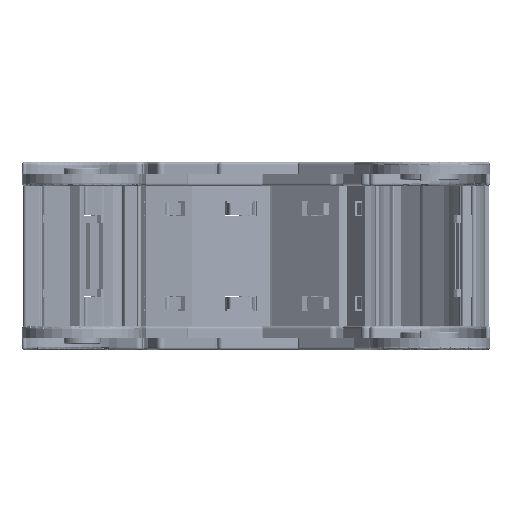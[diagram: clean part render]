
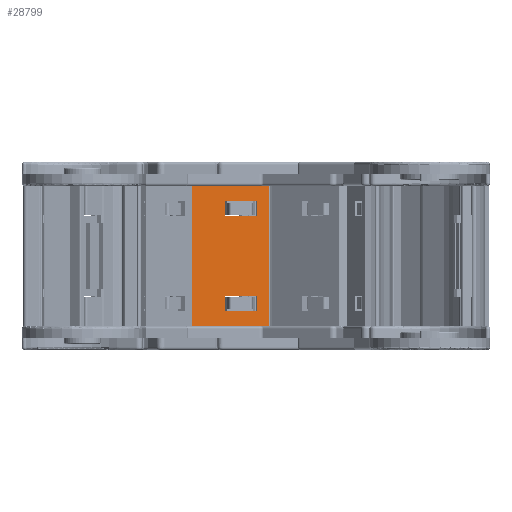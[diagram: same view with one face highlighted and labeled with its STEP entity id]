
A CAD part, left-side view. The second image highlights one B-rep face of the part: STEP entity #28799.
In plain terms, the highlighted face is planar.
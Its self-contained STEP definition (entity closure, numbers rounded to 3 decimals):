
#492 = VECTOR ( 'NONE', #17369, 1000. ) ;
#959 = CARTESIAN_POINT ( 'NONE',  ( -41.073, 70.399, -19.116 ) ) ;
#1081 = EDGE_CURVE ( 'NONE', #33655, #30983, #18075, .T. ) ;
#1209 = FACE_OUTER_BOUND ( 'NONE', #29172, .T. ) ;
#1448 = ORIENTED_EDGE ( 'NONE', *, *, #13396, .T. ) ;
#1489 = EDGE_LOOP ( 'NONE', ( #36401, #12723, #20369, #24708 ) ) ;
#2759 = AXIS2_PLACEMENT_3D ( 'NONE', #41577, #38052, #25154 ) ;
#4679 = EDGE_CURVE ( 'NONE', #37024, #32614, #24319, .T. ) ;
#4956 = VECTOR ( 'NONE', #27908, 1000. ) ;
#6506 = DIRECTION ( 'NONE',  ( 1., 0., 0. ) ) ;
#7527 = CARTESIAN_POINT ( 'NONE',  ( -41.073, 70.399, 21.684 ) ) ;
#7811 = FACE_BOUND ( 'NONE', #1489, .T. ) ;
#8919 = LINE ( 'NONE', #15843, #39431 ) ;
#9172 = LINE ( 'NONE', #18907, #10147 ) ;
#10147 = VECTOR ( 'NONE', #38658, 1000. ) ;
#10481 = VERTEX_POINT ( 'NONE', #23171 ) ;
#10948 = EDGE_CURVE ( 'NONE', #17795, #33655, #24023, .T. ) ;
#11456 = VERTEX_POINT ( 'NONE', #16920 ) ;
#12282 = EDGE_CURVE ( 'NONE', #11456, #37024, #23936, .T. ) ;
#12288 = VECTOR ( 'NONE', #17920, 1000. ) ;
#12723 = ORIENTED_EDGE ( 'NONE', *, *, #1081, .F. ) ;
#13396 = EDGE_CURVE ( 'NONE', #11456, #14462, #38610, .T. ) ;
#13680 = ORIENTED_EDGE ( 'NONE', *, *, #12282, .F. ) ;
#14068 = CARTESIAN_POINT ( 'NONE',  ( -27.073, 70.399, -25.416 ) ) ;
#14462 = VERTEX_POINT ( 'NONE', #22854 ) ;
#14581 = VERTEX_POINT ( 'NONE', #29789 ) ;
#14879 = ORIENTED_EDGE ( 'NONE', *, *, #32316, .F. ) ;
#15301 = EDGE_CURVE ( 'NONE', #14581, #21867, #33298, .T. ) ;
#15303 = VECTOR ( 'NONE', #6506, 1000. ) ;
#15843 = CARTESIAN_POINT ( 'NONE',  ( -4.593, 70.399, -32.166 ) ) ;
#15986 = VERTEX_POINT ( 'NONE', #36523 ) ;
#16140 = VECTOR ( 'NONE', #20625, 1000. ) ;
#16920 = CARTESIAN_POINT ( 'NONE',  ( -46.293, 70.399, 28.434 ) ) ;
#17369 = DIRECTION ( 'NONE',  ( 0., 0., 1. ) ) ;
#17633 = LINE ( 'NONE', #21501, #29852 ) ;
#17702 = ORIENTED_EDGE ( 'NONE', *, *, #39894, .F. ) ;
#17795 = VERTEX_POINT ( 'NONE', #35278 ) ;
#17835 = EDGE_CURVE ( 'NONE', #30983, #10481, #22082, .T. ) ;
#17920 = DIRECTION ( 'NONE',  ( -1., 0., 0. ) ) ;
#18075 = LINE ( 'NONE', #18512, #36910 ) ;
#18512 = CARTESIAN_POINT ( 'NONE',  ( -41.073, 70.399, 21.684 ) ) ;
#18907 = CARTESIAN_POINT ( 'NONE',  ( -27.073, 70.399, -19.116 ) ) ;
#20369 = ORIENTED_EDGE ( 'NONE', *, *, #10948, .F. ) ;
#20625 = DIRECTION ( 'NONE',  ( 1., 0., 0. ) ) ;
#21319 = VECTOR ( 'NONE', #22304, 1000. ) ;
#21501 = CARTESIAN_POINT ( 'NONE',  ( -41.073, 70.399, -25.416 ) ) ;
#21867 = VERTEX_POINT ( 'NONE', #41618 ) ;
#22082 = LINE ( 'NONE', #39213, #23114 ) ;
#22304 = DIRECTION ( 'NONE',  ( 0., 0., -1. ) ) ;
#22315 = VERTEX_POINT ( 'NONE', #22584 ) ;
#22551 = ORIENTED_EDGE ( 'NONE', *, *, #15301, .F. ) ;
#22584 = CARTESIAN_POINT ( 'NONE',  ( -41.073, 70.399, -25.416 ) ) ;
#22854 = CARTESIAN_POINT ( 'NONE',  ( -46.293, 70.399, -32.166 ) ) ;
#23114 = VECTOR ( 'NONE', #26054, 1000. ) ;
#23171 = CARTESIAN_POINT ( 'NONE',  ( -27.073, 70.399, 15.384 ) ) ;
#23759 = DIRECTION ( 'NONE',  ( -1., 0., 0. ) ) ;
#23936 = LINE ( 'NONE', #36040, #15303 ) ;
#24023 = LINE ( 'NONE', #25502, #12288 ) ;
#24075 = EDGE_CURVE ( 'NONE', #22315, #15986, #35468, .T. ) ;
#24319 = LINE ( 'NONE', #37267, #4956 ) ;
#24708 = ORIENTED_EDGE ( 'NONE', *, *, #34455, .F. ) ;
#25154 = DIRECTION ( 'NONE',  ( 0., 0., -1. ) ) ;
#25375 = CARTESIAN_POINT ( 'NONE',  ( -4.593, 70.399, 28.434 ) ) ;
#25502 = CARTESIAN_POINT ( 'NONE',  ( -27.073, 70.399, 21.684 ) ) ;
#25664 = EDGE_CURVE ( 'NONE', #14462, #32614, #8919, .T. ) ;
#26054 = DIRECTION ( 'NONE',  ( 1., 0., 0. ) ) ;
#27458 = LINE ( 'NONE', #32908, #492 ) ;
#27908 = DIRECTION ( 'NONE',  ( 0., 0., -1. ) ) ;
#28713 = FACE_BOUND ( 'NONE', #37073, .T. ) ;
#28799 = ADVANCED_FACE ( 'NONE', ( #1209, #7811, #28713 ), #31405, .F. ) ;
#29172 = EDGE_LOOP ( 'NONE', ( #1448, #39870, #36794, #13680 ) ) ;
#29272 = VECTOR ( 'NONE', #23759, 1000. ) ;
#29789 = CARTESIAN_POINT ( 'NONE',  ( -27.073, 70.399, -19.116 ) ) ;
#29852 = VECTOR ( 'NONE', #30463, 1000. ) ;
#30463 = DIRECTION ( 'NONE',  ( 0., 0., -1. ) ) ;
#30983 = VERTEX_POINT ( 'NONE', #37730 ) ;
#31405 = PLANE ( 'NONE',  #2759 ) ;
#31619 = DIRECTION ( 'NONE',  ( 0., 0., -1. ) ) ;
#32316 = EDGE_CURVE ( 'NONE', #15986, #14581, #9172, .T. ) ;
#32614 = VERTEX_POINT ( 'NONE', #38042 ) ;
#32908 = CARTESIAN_POINT ( 'NONE',  ( -27.073, 70.399, 15.384 ) ) ;
#33157 = ORIENTED_EDGE ( 'NONE', *, *, #24075, .F. ) ;
#33298 = LINE ( 'NONE', #959, #29272 ) ;
#33655 = VERTEX_POINT ( 'NONE', #7527 ) ;
#34455 = EDGE_CURVE ( 'NONE', #10481, #17795, #27458, .T. ) ;
#34918 = CARTESIAN_POINT ( 'NONE',  ( -46.293, 70.399, 160.053 ) ) ;
#35278 = CARTESIAN_POINT ( 'NONE',  ( -27.073, 70.399, 21.684 ) ) ;
#35468 = LINE ( 'NONE', #14068, #16140 ) ;
#36040 = CARTESIAN_POINT ( 'NONE',  ( -4.593, 70.399, 28.434 ) ) ;
#36401 = ORIENTED_EDGE ( 'NONE', *, *, #17835, .F. ) ;
#36523 = CARTESIAN_POINT ( 'NONE',  ( -27.073, 70.399, -25.416 ) ) ;
#36794 = ORIENTED_EDGE ( 'NONE', *, *, #4679, .F. ) ;
#36910 = VECTOR ( 'NONE', #31619, 1000. ) ;
#37024 = VERTEX_POINT ( 'NONE', #25375 ) ;
#37073 = EDGE_LOOP ( 'NONE', ( #17702, #22551, #14879, #33157 ) ) ;
#37267 = CARTESIAN_POINT ( 'NONE',  ( -4.593, 70.399, 160.053 ) ) ;
#37730 = CARTESIAN_POINT ( 'NONE',  ( -41.073, 70.399, 15.384 ) ) ;
#38042 = CARTESIAN_POINT ( 'NONE',  ( -4.593, 70.399, -32.166 ) ) ;
#38052 = DIRECTION ( 'NONE',  ( 0., 1., 0. ) ) ;
#38610 = LINE ( 'NONE', #34918, #21319 ) ;
#38658 = DIRECTION ( 'NONE',  ( 0., 0., 1. ) ) ;
#39213 = CARTESIAN_POINT ( 'NONE',  ( -41.073, 70.399, 15.384 ) ) ;
#39431 = VECTOR ( 'NONE', #41519, 1000. ) ;
#39870 = ORIENTED_EDGE ( 'NONE', *, *, #25664, .T. ) ;
#39894 = EDGE_CURVE ( 'NONE', #21867, #22315, #17633, .T. ) ;
#41519 = DIRECTION ( 'NONE',  ( 1., 0., 0. ) ) ;
#41577 = CARTESIAN_POINT ( 'NONE',  ( -4.593, 70.399, 160.053 ) ) ;
#41618 = CARTESIAN_POINT ( 'NONE',  ( -41.073, 70.399, -19.116 ) ) ;
